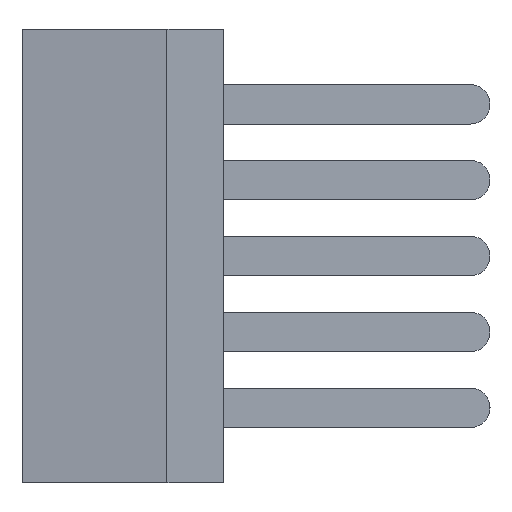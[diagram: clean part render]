
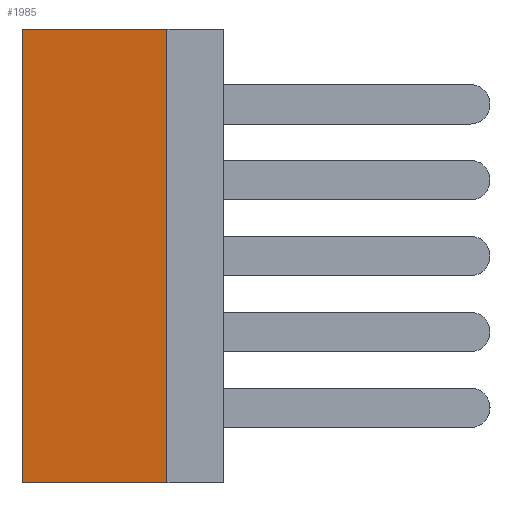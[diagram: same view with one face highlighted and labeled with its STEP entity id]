
A CAD part, left-side view. The second image highlights one B-rep face of the part: STEP entity #1985.
In plain terms, the highlighted face is planar.
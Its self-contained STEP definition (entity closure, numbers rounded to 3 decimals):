
#8 = DIRECTION ( 'NONE',  ( 0., -0.993, 0.122 ) ) ;
#13 = CARTESIAN_POINT ( 'NONE',  ( 5.08, 4.521, 3.97 ) ) ;
#65 = CARTESIAN_POINT ( 'NONE',  ( -5.08, 4.521, 3.97 ) ) ;
#187 = ORIENTED_EDGE ( 'NONE', *, *, #2593, .T. ) ;
#242 = ORIENTED_EDGE ( 'NONE', *, *, #1184, .T. ) ;
#257 = CARTESIAN_POINT ( 'NONE',  ( -5.08, 4.521, 3.97 ) ) ;
#270 = DIRECTION ( 'NONE',  ( 0., 0.993, -0.122 ) ) ;
#385 = EDGE_CURVE ( 'NONE', #637, #2170, #837, .T. ) ;
#393 = DIRECTION ( 'NONE',  ( 1., 0., 0. ) ) ;
#472 = VECTOR ( 'NONE', #3036, 1000. ) ;
#547 = VECTOR ( 'NONE', #270, 1000. ) ;
#575 = VECTOR ( 'NONE', #3135, 1000. ) ;
#637 = VERTEX_POINT ( 'NONE', #65 ) ;
#728 = CARTESIAN_POINT ( 'NONE',  ( -5.08, 1.27, 4.369 ) ) ;
#763 = LINE ( 'NONE', #728, #472 ) ;
#796 = VECTOR ( 'NONE', #2014, 1000. ) ;
#802 = CARTESIAN_POINT ( 'NONE',  ( 3.05, 1.27, 4.369 ) ) ;
#837 = LINE ( 'NONE', #2813, #796 ) ;
#851 = CARTESIAN_POINT ( 'NONE',  ( -5.08, 1.27, 4.369 ) ) ;
#859 = VERTEX_POINT ( 'NONE', #1182 ) ;
#921 = VECTOR ( 'NONE', #393, 1000. ) ;
#949 = EDGE_LOOP ( 'NONE', ( #187, #1083, #3208, #1352, #242, #2323 ) ) ;
#985 = EDGE_CURVE ( 'NONE', #637, #2562, #1355, .T. ) ;
#1063 = PLANE ( 'NONE',  #1864 ) ;
#1073 = CARTESIAN_POINT ( 'NONE',  ( 5.08, 4.521, 3.97 ) ) ;
#1083 = ORIENTED_EDGE ( 'NONE', *, *, #985, .F. ) ;
#1173 = VECTOR ( 'NONE', #1226, 1000. ) ;
#1182 = CARTESIAN_POINT ( 'NONE',  ( -3.05, 1.27, 4.369 ) ) ;
#1184 = EDGE_CURVE ( 'NONE', #859, #2823, #3360, .T. ) ;
#1226 = DIRECTION ( 'NONE',  ( 1., 0., 0. ) ) ;
#1325 = CARTESIAN_POINT ( 'NONE',  ( -5.08, 4.521, 3.97 ) ) ;
#1352 = ORIENTED_EDGE ( 'NONE', *, *, #2321, .T. ) ;
#1355 = LINE ( 'NONE', #1325, #575 ) ;
#1658 = LINE ( 'NONE', #13, #547 ) ;
#1794 = LINE ( 'NONE', #2211, #921 ) ;
#1864 = AXIS2_PLACEMENT_3D ( 'NONE', #257, #2095, #8 ) ;
#1985 = ADVANCED_FACE ( 'NONE', ( #2587 ), #1063, .T. ) ;
#2014 = DIRECTION ( 'NONE',  ( 0., -0.993, 0.122 ) ) ;
#2095 = DIRECTION ( 'NONE',  ( 0., 0.122, 0.993 ) ) ;
#2170 = VERTEX_POINT ( 'NONE', #851 ) ;
#2211 = CARTESIAN_POINT ( 'NONE',  ( -5.08, 1.27, 4.369 ) ) ;
#2240 = EDGE_CURVE ( 'NONE', #2823, #2399, #1794, .T. ) ;
#2261 = CARTESIAN_POINT ( 'NONE',  ( 5.08, 1.27, 4.369 ) ) ;
#2321 = EDGE_CURVE ( 'NONE', #2170, #859, #763, .T. ) ;
#2323 = ORIENTED_EDGE ( 'NONE', *, *, #2240, .T. ) ;
#2399 = VERTEX_POINT ( 'NONE', #2261 ) ;
#2562 = VERTEX_POINT ( 'NONE', #1073 ) ;
#2587 = FACE_OUTER_BOUND ( 'NONE', #949, .T. ) ;
#2593 = EDGE_CURVE ( 'NONE', #2399, #2562, #1658, .T. ) ;
#2813 = CARTESIAN_POINT ( 'NONE',  ( -5.08, 4.521, 3.97 ) ) ;
#2823 = VERTEX_POINT ( 'NONE', #802 ) ;
#3036 = DIRECTION ( 'NONE',  ( 1., 0., 0. ) ) ;
#3135 = DIRECTION ( 'NONE',  ( 1., 0., 0. ) ) ;
#3208 = ORIENTED_EDGE ( 'NONE', *, *, #385, .T. ) ;
#3353 = CARTESIAN_POINT ( 'NONE',  ( -5.08, 1.27, 4.369 ) ) ;
#3360 = LINE ( 'NONE', #3353, #1173 ) ;
